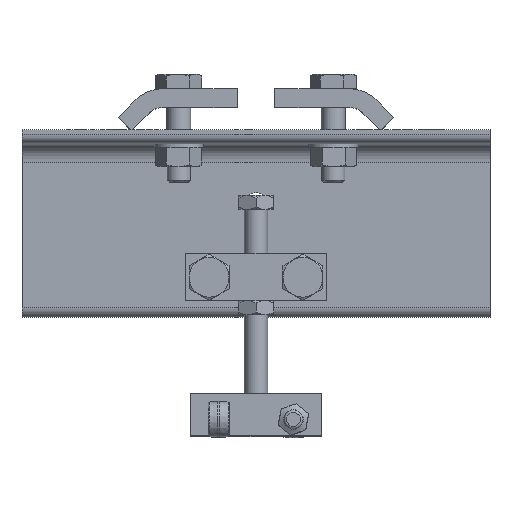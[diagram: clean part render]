
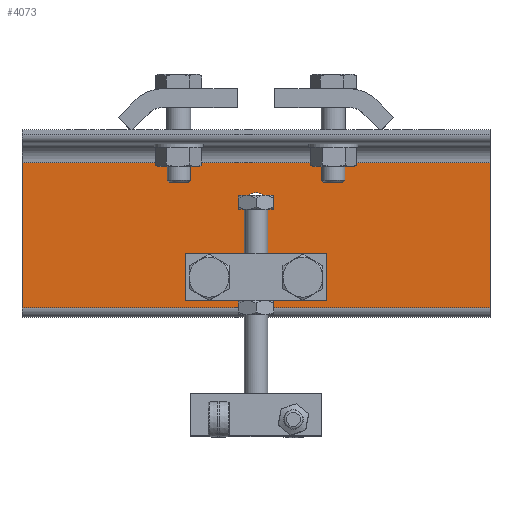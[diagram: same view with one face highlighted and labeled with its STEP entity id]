
A CAD part, top view. The second image highlights one B-rep face of the part: STEP entity #4073.
In plain terms, the highlighted planar face has unit normal (0, 0, 1).
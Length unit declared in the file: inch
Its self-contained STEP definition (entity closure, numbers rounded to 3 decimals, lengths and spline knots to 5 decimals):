
#481=PLANE('',#4416);
#560=LINE('',#6256,#697);
#565=LINE('',#6271,#702);
#569=LINE('',#6279,#706);
#576=LINE('',#6296,#713);
#697=VECTOR('',#5027,12.5);
#702=VECTOR('',#5040,12.5);
#706=VECTOR('',#5048,3.875);
#713=VECTOR('',#5065,3.875);
#873=FACE_BOUND('',#1325,.T.);
#874=FACE_BOUND('',#1326,.T.);
#875=FACE_BOUND('',#1327,.T.);
#876=FACE_BOUND('',#1328,.T.);
#1002=FACE_OUTER_BOUND('',#1324,.T.);
#1324=EDGE_LOOP('',(#2968,#2969,#2970,#2971));
#1325=EDGE_LOOP('',(#2972));
#1326=EDGE_LOOP('',(#2973));
#1327=EDGE_LOOP('',(#2974));
#1328=EDGE_LOOP('',(#2975));
#1681=CIRCLE('',#4344,0.32813);
#1683=CIRCLE('',#4347,0.32813);
#1685=CIRCLE('',#4350,0.26563);
#1687=CIRCLE('',#4353,0.26563);
#1957=VERTEX_POINT('',#6149);
#1959=VERTEX_POINT('',#6154);
#1961=VERTEX_POINT('',#6159);
#1963=VERTEX_POINT('',#6164);
#1997=VERTEX_POINT('',#6249);
#2000=VERTEX_POINT('',#6254);
#2003=VERTEX_POINT('',#6264);
#2006=VERTEX_POINT('',#6269);
#2321=EDGE_CURVE('',#1957,#1957,#1681,.T.);
#2323=EDGE_CURVE('',#1959,#1959,#1683,.T.);
#2325=EDGE_CURVE('',#1961,#1961,#1685,.T.);
#2327=EDGE_CURVE('',#1963,#1963,#1687,.T.);
#2364=EDGE_CURVE('',#2000,#1997,#560,.T.);
#2371=EDGE_CURVE('',#2006,#2003,#565,.T.);
#2375=EDGE_CURVE('',#2000,#2003,#569,.T.);
#2384=EDGE_CURVE('',#2006,#1997,#576,.T.);
#2968=ORIENTED_EDGE('',*,*,#2364,.F.);
#2969=ORIENTED_EDGE('',*,*,#2375,.T.);
#2970=ORIENTED_EDGE('',*,*,#2371,.F.);
#2971=ORIENTED_EDGE('',*,*,#2384,.T.);
#2972=ORIENTED_EDGE('',*,*,#2321,.T.);
#2973=ORIENTED_EDGE('',*,*,#2323,.T.);
#2974=ORIENTED_EDGE('',*,*,#2325,.T.);
#2975=ORIENTED_EDGE('',*,*,#2327,.T.);
#4073=ADVANCED_FACE('',(#1002,#873,#874,#875,#876),#481,.T.);
#4344=AXIS2_PLACEMENT_3D('',#6150,#4902,#4903);
#4347=AXIS2_PLACEMENT_3D('',#6155,#4908,#4909);
#4350=AXIS2_PLACEMENT_3D('',#6160,#4914,#4915);
#4353=AXIS2_PLACEMENT_3D('',#6165,#4920,#4921);
#4416=AXIS2_PLACEMENT_3D('',#6295,#5063,#5064);
#4902=DIRECTION('center_axis',(0.,0.,-1.));
#4903=DIRECTION('ref_axis',(-1.,0.,0.));
#4908=DIRECTION('center_axis',(0.,0.,-1.));
#4909=DIRECTION('ref_axis',(-1.,0.,0.));
#4914=DIRECTION('center_axis',(0.,0.,-1.));
#4915=DIRECTION('ref_axis',(-1.,0.,0.));
#4920=DIRECTION('center_axis',(0.,0.,-1.));
#4921=DIRECTION('ref_axis',(-1.,0.,0.));
#5027=DIRECTION('',(1.,0.,0.));
#5040=DIRECTION('',(-1.,0.,0.));
#5048=DIRECTION('',(0.,-1.,0.));
#5063=DIRECTION('center_axis',(0.,0.,1.));
#5064=DIRECTION('ref_axis',(1.,0.,0.));
#5065=DIRECTION('',(0.,1.,0.));
#6149=CARTESIAN_POINT('',(-0.92188,-3.9375,-4.625));
#6150=CARTESIAN_POINT('Origin',(-1.25,-3.9375,-4.625));
#6154=CARTESIAN_POINT('',(1.57813,-3.9375,-4.625));
#6155=CARTESIAN_POINT('Origin',(1.25,-3.9375,-4.625));
#6159=CARTESIAN_POINT('',(0.26563,-3.9375,-4.625));
#6160=CARTESIAN_POINT('Origin',(0.,-3.9375,-4.625));
#6164=CARTESIAN_POINT('',(0.26563,-1.9375,-4.625));
#6165=CARTESIAN_POINT('Origin',(0.,-1.9375,-4.625));
#6249=CARTESIAN_POINT('',(6.25,-0.875,-4.625));
#6254=CARTESIAN_POINT('',(-6.25,-0.875,-4.625));
#6256=CARTESIAN_POINT('',(0.,-0.875,-4.625));
#6264=CARTESIAN_POINT('',(-6.25,-4.75,-4.625));
#6269=CARTESIAN_POINT('',(6.25,-4.75,-4.625));
#6271=CARTESIAN_POINT('',(0.,-4.75,-4.625));
#6279=CARTESIAN_POINT('',(-6.25,-5.,-4.625));
#6295=CARTESIAN_POINT('Origin',(0.,-5.,-4.625));
#6296=CARTESIAN_POINT('',(6.25,-5.,-4.625));
